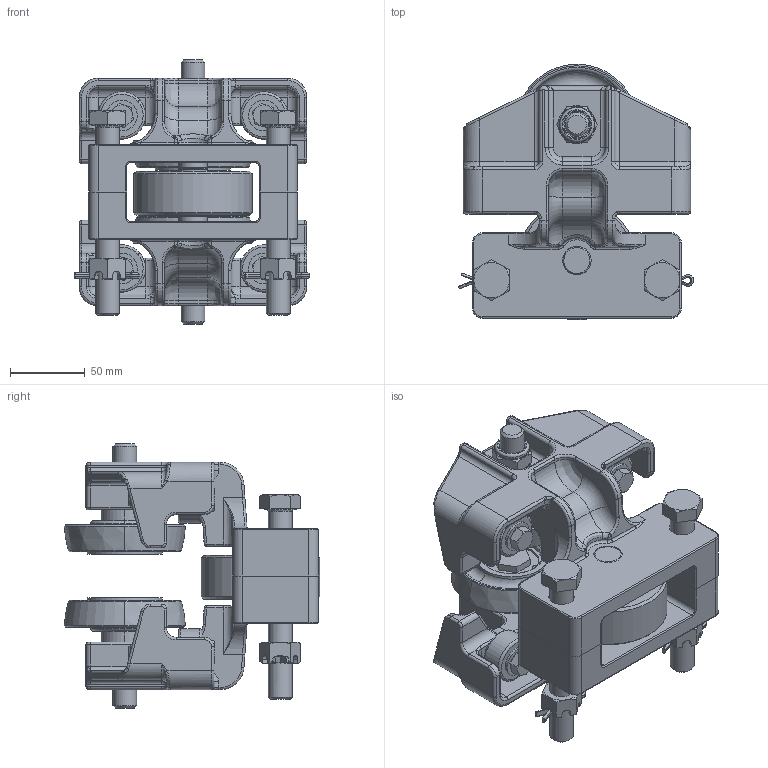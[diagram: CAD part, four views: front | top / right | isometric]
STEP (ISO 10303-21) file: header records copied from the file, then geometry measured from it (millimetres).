
FILE_DESCRIPTION((''),'2;1');
FILE_NAME('10200.stp','2011-03-30T13:35:54',('jholman'),(''),'Autodesk Inventor 2011','Autodesk Inventor 2011','');
FILE_SCHEMA(('AUTOMOTIVE_DESIGN { 1 0 10303 214 1 1 1 1 }'));
Length unit declared in the file: inch
Products named in the file (24): 10200; 3D11S5B4D; 3D11CHB4C; 3D1177B4C; 3D11A6B4A; 3D11W6B4B; 3D11K7B4B; 3D11Q6B4B; 3D1134G4A; 3D1144G4A; 3D112HB4B; 3D11X6B4A; 3D1153B4A; Hex Bolt - Inch 3/8-16 UNC - 2; Hex Nut - UNC (Regular Thread - Inch) 3/8 - 16; 30080; 3D11D7G4C; 3D11C7B4C; 3D11E7G4B; 3D11I6B4A; Pin - Cotter - Extended Prong Square Cut Type (Inch) ANSI B18.8.1 5/32 x 1 1/4 Extended Prong Square Cut Type; Slotted Hex Nut - Inch 5/8 - 11; Hex Cap Screw - Inch 5/8-11 UNC - 5
Assembly tree (41 placements, depth 3):
  10200
    3D11S5B4D  x2
    3D11CHB4C  x2
      3D1177B4C
      3D11A6B4A
      3D11W6B4B
      3D11K7B4B
      3D11Q6B4B
    3D1134G4A  x2
    3D1144G4A  x2
    3D112HB4B  x4
      3D11X6B4A
      3D1153B4A
      Hex Bolt - Inch 3/8-16 UNC - 2
    Hex Nut - UNC (Regular Thread - Inch) 3/8 - 16  x4
    30080
      3D11D7G4C
      3D11C7B4C  x2
      3D11A6B4A
      3D11E7G4B
      3D11I6B4A  x4
    Pin - Cotter - Extended Prong Square Cut Type (Inch) ANSI B18.8.1 5/32 x 1 1/4 Extended Prong Square Cut Type  x2
    Slotted Hex Nut - Inch 5/8 - 11  x2
    Hex Cap Screw - Inch 5/8-11 UNC - 5
    Hex Cap Screw - Inch 5/8-11 UNC - 5
Bounding box: 157.59 x 171.22 x 176.96 mm (x, y, z)
Volume: 1194334.8 mm3; surface area: 311238 mm2
Topology: 51 solids, 51 shells, 2214 faces, 5097 edges, 2904 vertices
Faces by surface type: cylinder 699, plane 481, bspline 398, torus 312, cone 186, sphere 138
Full cylindrical faces by diameter (mm): 1.321 x8, 4.366 x1, 7.798 x4, 9.525 x8, 9.855 x4, 13.386 x4, 14.275 x4, 14.351 x2, 15.862 x2, 15.875 x2, 16.272 x2, 16.612 x2, 16.98 x2, 17.066 x4, 17.374 x2, 17.882 x6, 19.05 x7, 19.126 x2, 21.431 x2, 23.114 x2, 25.4 x2, 36.576 x1, 40.005 x2, 40.056 x1, 40.513 x1, 42.443 x1, 79.375 x1
Entity records: 31785 total; most frequent: CARTESIAN_POINT 10071, DIRECTION 4546, ORIENTED_EDGE 4216, EDGE_CURVE 2108, AXIS2_PLACEMENT_3D 1956, VERTEX_POINT 1271, EDGE_LOOP 1105, CIRCLE 1042
